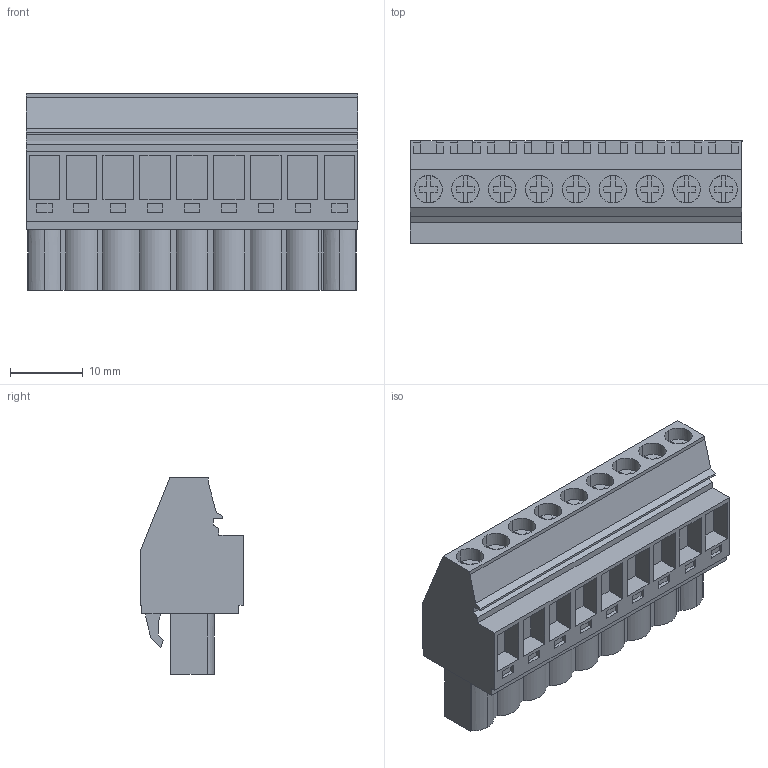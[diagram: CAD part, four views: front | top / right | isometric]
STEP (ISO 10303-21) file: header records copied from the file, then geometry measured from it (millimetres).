
FILE_DESCRIPTION(('CATIA V5 STEP','CAx-IF Rec.Pracs.--- Model Styling and Organization---1.2---2011-12-15'),'2;1');
FILE_NAME ('D1460127_0_1948860000_1948860000.stp','2017-09-09T07:56:35+00:00',('none'),('Weidmueller'),'CATIA Version 5-6 Release 2014','CATIA V5 STEP AP214','none');
FILE_SCHEMA(('AUTOMOTIVE_DESIGN { 1 0 10303 214 1 1 1 1 }'));
Length unit declared in the file: millimetre
Products named in the file (1): 1948860000
Bounding box: 45.72 x 14.1 x 27.1 mm (x, y, z)
Volume: 10373 mm3; surface area: 6291.7 mm2
Topology: 10 solids, 10 shells, 600 faces, 1677 edges, 1134 vertices
Faces by surface type: plane 517, cylinder 79, extrusion 4
Entity records: 18234 total; most frequent: CARTESIAN_POINT 3522, ORIENTED_EDGE 3354, DIRECTION 2463, EDGE_CURVE 1677, VECTOR 1479, LINE 1475, VERTEX_POINT 1134, EDGE_LOOP 639
